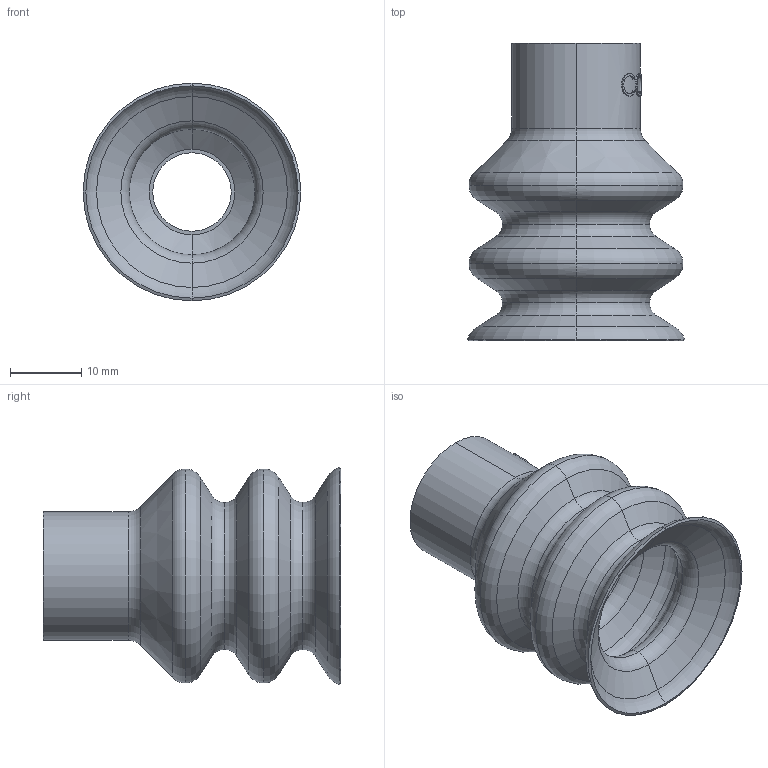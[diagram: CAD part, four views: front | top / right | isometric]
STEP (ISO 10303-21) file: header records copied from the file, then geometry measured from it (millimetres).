
FILE_DESCRIPTION(('STEP AP214'),'1');
FILE_NAME('COVAL_MVS302_5SIT5.stp','2017-12-27T18:42:17',('TraceParts'),('TraceParts S.A.'),'Spatial InterOp 3D',' ',' ');
FILE_SCHEMA(('automotive_design'));
Length unit declared in the file: millimetre
Products named in the file (1): COVAL_MVS302_5SIT5
Bounding box: 30.52 x 41.7 x 30.52 mm (x, y, z)
Volume: 5778.3 mm3; surface area: 7429.1 mm2
Topology: 1 solids, 1 shells, 116 faces, 261 edges, 154 vertices
Faces by surface type: torus 38, bspline 29, cone 22, plane 16, cylinder 11
Entity records: 8857 total; most frequent: CARTESIAN_POINT 5505, ORIENTED_EDGE 522, DIRECTION 470, EDGE_CURVE 261, AXIS2_PLACEMENT_3D 216, VERTEX_POINT 154, CIRCLE 128, EDGE_LOOP 125
